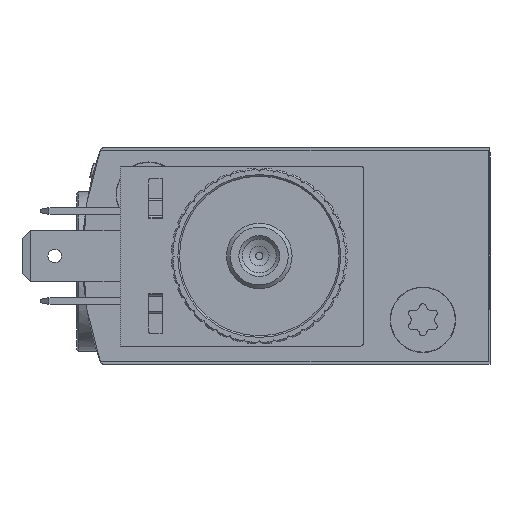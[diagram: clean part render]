
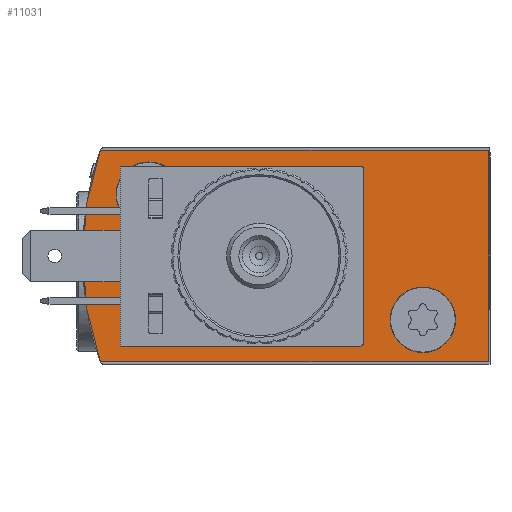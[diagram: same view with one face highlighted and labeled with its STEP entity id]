
A CAD part, left-side view. The second image highlights one B-rep face of the part: STEP entity #11031.
In plain terms, the highlighted planar face has unit normal (-1, 0, 0).
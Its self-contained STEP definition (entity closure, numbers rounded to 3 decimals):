
#832=LINE('',#19082,#1781);
#835=LINE('',#19088,#1784);
#846=LINE('',#19137,#1795);
#1781=VECTOR('',#15665,1000.);
#1784=VECTOR('',#15670,1000.);
#1795=VECTOR('',#15717,1000.);
#3484=ORIENTED_EDGE('',*,*,#6137,.F.);
#3485=ORIENTED_EDGE('',*,*,#6138,.T.);
#3486=ORIENTED_EDGE('',*,*,#6139,.T.);
#3487=ORIENTED_EDGE('',*,*,#6096,.F.);
#3488=ORIENTED_EDGE('',*,*,#6030,.F.);
#3489=ORIENTED_EDGE('',*,*,#6133,.F.);
#3490=ORIENTED_EDGE('',*,*,#6130,.F.);
#3491=ORIENTED_EDGE('',*,*,#6102,.F.);
#3492=ORIENTED_EDGE('',*,*,#6099,.F.);
#6030=EDGE_CURVE('',#7464,#7465,#8374,.T.);
#6096=EDGE_CURVE('',#7465,#7524,#8411,.T.);
#6099=EDGE_CURVE('',#7524,#7526,#832,.T.);
#6102=EDGE_CURVE('',#7526,#7528,#835,.T.);
#6130=EDGE_CURVE('',#7528,#7548,#846,.T.);
#6133=EDGE_CURVE('',#7548,#7464,#8430,.T.);
#6137=EDGE_CURVE('',#7552,#7552,#8434,.F.);
#6138=EDGE_CURVE('',#7553,#7553,#8435,.T.);
#6139=EDGE_CURVE('',#7554,#7554,#8436,.T.);
#7464=VERTEX_POINT('',#18939);
#7465=VERTEX_POINT('',#18940);
#7524=VERTEX_POINT('',#19077);
#7526=VERTEX_POINT('',#19083);
#7528=VERTEX_POINT('',#19089);
#7548=VERTEX_POINT('',#19138);
#7552=VERTEX_POINT('',#19152);
#7553=VERTEX_POINT('',#19154);
#7554=VERTEX_POINT('',#19156);
#8374=CIRCLE('',#13654,39.5);
#8411=CIRCLE('',#13703,0.2);
#8430=CIRCLE('',#13726,0.2);
#8434=CIRCLE('',#13732,5.);
#8435=CIRCLE('',#13733,4.);
#8436=CIRCLE('',#13734,4.);
#9016=EDGE_LOOP('',(#3484));
#9017=EDGE_LOOP('',(#3485));
#9018=EDGE_LOOP('',(#3486));
#9019=EDGE_LOOP('',(#3487,#3488,#3489,#3490,#3491,#3492));
#9878=FACE_BOUND('',#9016,.T.);
#9879=FACE_BOUND('',#9017,.T.);
#9880=FACE_BOUND('',#9018,.T.);
#9881=FACE_BOUND('',#9019,.T.);
#10585=PLANE('',#13731);
#11031=ADVANCED_FACE('',(#9878,#9879,#9880,#9881),#10585,.F.);
#13654=AXIS2_PLACEMENT_3D('',#18938,#15531,#15532);
#13703=AXIS2_PLACEMENT_3D('',#19076,#15658,#15659);
#13726=AXIS2_PLACEMENT_3D('',#19143,#15722,#15723);
#13731=AXIS2_PLACEMENT_3D('',#19150,#15732,#15733);
#13732=AXIS2_PLACEMENT_3D('',#19151,#15734,#15735);
#13733=AXIS2_PLACEMENT_3D('',#19153,#15736,#15737);
#13734=AXIS2_PLACEMENT_3D('',#19155,#15738,#15739);
#15531=DIRECTION('',(1.,0.,0.));
#15532=DIRECTION('',(0.,0.,-1.));
#15658=DIRECTION('',(1.,0.,0.));
#15659=DIRECTION('',(0.,0.,-1.));
#15665=DIRECTION('',(0.,-1.,0.));
#15670=DIRECTION('',(0.,0.,-1.));
#15717=DIRECTION('',(0.,1.,0.));
#15722=DIRECTION('',(1.,0.,0.));
#15723=DIRECTION('',(0.,0.,-1.));
#15732=DIRECTION('',(1.,0.,0.));
#15733=DIRECTION('',(0.,0.,-1.));
#15734=DIRECTION('',(1.,0.,0.));
#15735=DIRECTION('',(0.,0.,-1.));
#15736=DIRECTION('',(1.,0.,0.));
#15737=DIRECTION('',(0.,0.,-1.));
#15738=DIRECTION('',(1.,0.,0.));
#15739=DIRECTION('',(0.,0.,-1.));
#18938=CARTESIAN_POINT('',(0.,10.3,0.));
#18939=CARTESIAN_POINT('',(0.,47.663,-12.815));
#18940=CARTESIAN_POINT('',(0.,47.663,12.815));
#19076=CARTESIAN_POINT('',(0.,47.474,12.75));
#19077=CARTESIAN_POINT('',(0.,47.474,12.95));
#19082=CARTESIAN_POINT('',(0.,47.474,12.95));
#19083=CARTESIAN_POINT('',(0.,0.2,12.95));
#19088=CARTESIAN_POINT('',(0.,0.2,12.95));
#19089=CARTESIAN_POINT('',(0.,0.2,-12.95));
#19137=CARTESIAN_POINT('',(0.,0.2,-12.95));
#19138=CARTESIAN_POINT('',(0.,47.474,-12.95));
#19143=CARTESIAN_POINT('',(0.,47.474,-12.75));
#19150=CARTESIAN_POINT('',(0.,47.474,12.75));
#19151=CARTESIAN_POINT('',(0.,28.2,0.));
#19152=CARTESIAN_POINT('',(0.,28.2,-5.));
#19153=CARTESIAN_POINT('',(0.,41.7,7.5));
#19154=CARTESIAN_POINT('',(0.,41.7,3.5));
#19155=CARTESIAN_POINT('',(0.,8.2,-7.8));
#19156=CARTESIAN_POINT('',(0.,8.2,-11.8));
